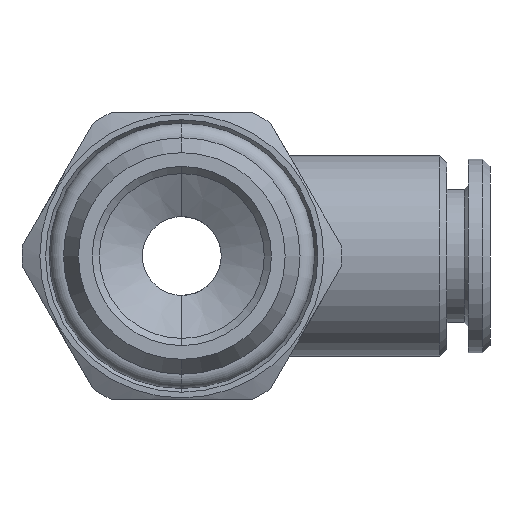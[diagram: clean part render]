
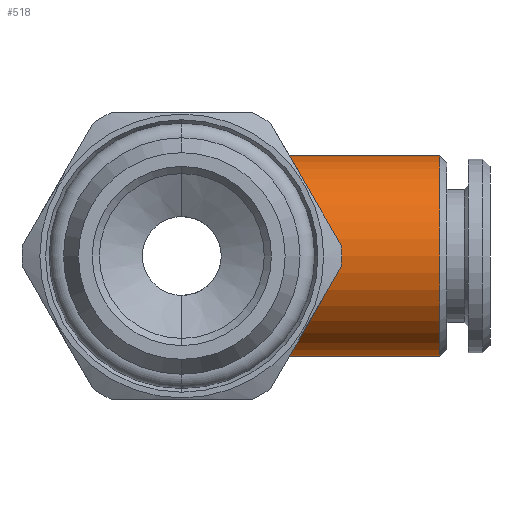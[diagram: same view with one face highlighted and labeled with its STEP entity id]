
A CAD part, front view. The second image highlights one B-rep face of the part: STEP entity #518.
In plain terms, the highlighted cylindrical face has radius 7 mm (diameter 14 mm), a partial arc.
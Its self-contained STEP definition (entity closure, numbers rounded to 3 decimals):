
#426 = ORIENTED_EDGE ( 'NONE', *, *, #813, .F. ) ;
#467 = ORIENTED_EDGE ( 'NONE', *, *, #780, .F. ) ;
#503 = ORIENTED_EDGE ( 'NONE', *, *, #736, .T. ) ;
#518 = ADVANCED_FACE ( 'NONE', ( #1769 ), #1766, .T. ) ;
#519 = EDGE_LOOP ( 'NONE', ( #426, #612, #503, #467 ) ) ;
#612 = ORIENTED_EDGE ( 'NONE', *, *, #613, .T. ) ;
#613 = EDGE_CURVE ( 'NONE', #819, #762, #2002, .T. ) ;
#675 = VERTEX_POINT ( 'NONE', #2106 ) ;
#736 = EDGE_CURVE ( 'NONE', #762, #825, #2266, .T. ) ;
#762 = VERTEX_POINT ( 'NONE', #2283 ) ;
#780 = EDGE_CURVE ( 'NONE', #675, #825, #2440, .T. ) ;
#813 = EDGE_CURVE ( 'NONE', #819, #675, #2448, .T. ) ;
#819 = VERTEX_POINT ( 'NONE', #2417 ) ;
#825 = VERTEX_POINT ( 'NONE', #2472 ) ;
#1762 = DIRECTION ( 'NONE',  ( 0., 0., 1. ) ) ;
#1763 = DIRECTION ( 'NONE',  ( -1., 0., 0. ) ) ;
#1764 = CARTESIAN_POINT ( 'NONE',  ( -3.45, 0., 0. ) ) ;
#1765 = AXIS2_PLACEMENT_3D ( 'NONE', #1764, #1763, #1762 ) ;
#1766 = CYLINDRICAL_SURFACE ( 'NONE', #1765, 7. ) ;
#1769 = FACE_OUTER_BOUND ( 'NONE', #519, .T. ) ;
#2002 = CIRCLE ( 'NONE', #2008, 7. ) ;
#2005 = DIRECTION ( 'NONE',  ( 0., 0., 1. ) ) ;
#2006 = DIRECTION ( 'NONE',  ( -1., 0., 0. ) ) ;
#2007 = CARTESIAN_POINT ( 'NONE',  ( 18., 0., 0. ) ) ;
#2008 = AXIS2_PLACEMENT_3D ( 'NONE', #2007, #2006, #2005 ) ;
#2106 = CARTESIAN_POINT ( 'NONE',  ( 6., 0., -7. ) ) ;
#2251 = VECTOR ( 'NONE', #2264, 1000. ) ;
#2264 = DIRECTION ( 'NONE',  ( -1., 0., 0. ) ) ;
#2265 = CARTESIAN_POINT ( 'NONE',  ( -3.45, 0., 7. ) ) ;
#2266 = LINE ( 'NONE', #2265, #2251 ) ;
#2283 = CARTESIAN_POINT ( 'NONE',  ( 18., 0., 7. ) ) ;
#2417 = CARTESIAN_POINT ( 'NONE',  ( 18., 0., -7. ) ) ;
#2423 = DIRECTION ( 'NONE',  ( 0., 0., 1. ) ) ;
#2424 = DIRECTION ( 'NONE',  ( -1., 0., 0. ) ) ;
#2425 = AXIS2_PLACEMENT_3D ( 'NONE', #2439, #2424, #2423 ) ;
#2439 = CARTESIAN_POINT ( 'NONE',  ( 6., 0., 0. ) ) ;
#2440 = CIRCLE ( 'NONE', #2425, 7. ) ;
#2445 = DIRECTION ( 'NONE',  ( -1., 0., 0. ) ) ;
#2446 = VECTOR ( 'NONE', #2445, 1000. ) ;
#2447 = CARTESIAN_POINT ( 'NONE',  ( -3.45, 0., -7. ) ) ;
#2448 = LINE ( 'NONE', #2447, #2446 ) ;
#2472 = CARTESIAN_POINT ( 'NONE',  ( 6., 0., 7. ) ) ;
